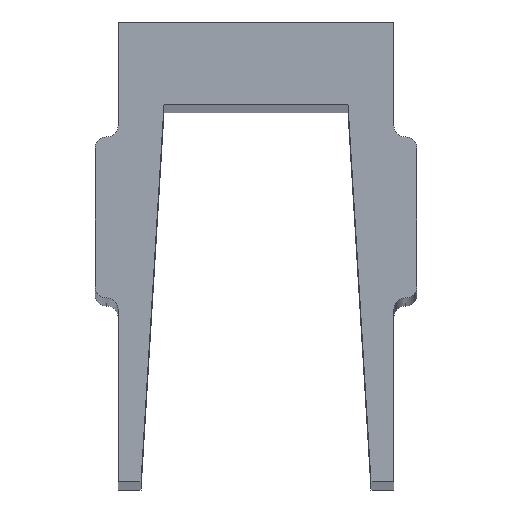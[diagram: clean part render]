
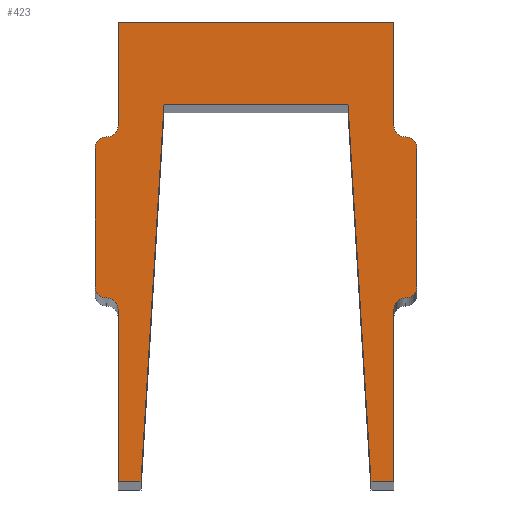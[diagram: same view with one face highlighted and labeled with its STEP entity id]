
A CAD part, top view. The second image highlights one B-rep face of the part: STEP entity #423.
In plain terms, the highlighted planar face has unit normal (0, 0, 1).
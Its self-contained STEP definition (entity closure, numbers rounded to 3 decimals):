
#13=CIRCLE($,#432,0.25);
#15=CIRCLE($,#435,0.25);
#17=CIRCLE($,#439,0.25);
#19=CIRCLE($,#442,0.25);
#21=CIRCLE($,#448,0.25);
#23=CIRCLE($,#451,0.25);
#25=CIRCLE($,#455,0.25);
#27=CIRCLE($,#458,0.25);
#57=FACE_OUTER_BOUND($,#79,.T.);
#79=EDGE_LOOP($,(#349,#350,#351,#352,#353,#354,#355,#356,#357,#358,#359,
#360,#361,#362,#363,#364,#365,#366,#367,#368));
#81=LINE($,#592,#125);
#85=LINE($,#600,#129);
#88=LINE($,#606,#132);
#93=LINE($,#624,#137);
#98=LINE($,#642,#142);
#101=LINE($,#648,#145);
#104=LINE($,#654,#148);
#109=LINE($,#672,#153);
#114=LINE($,#690,#158);
#117=LINE($,#696,#161);
#120=LINE($,#702,#164);
#123=LINE($,#707,#167);
#125=VECTOR($,#470,8.215);
#129=VECTOR($,#476,0.5);
#132=VECTOR($,#481,3.75);
#137=VECTOR($,#500,3.);
#142=VECTOR($,#519,2.25);
#145=VECTOR($,#524,6.);
#148=VECTOR($,#529,2.25);
#153=VECTOR($,#548,3.);
#158=VECTOR($,#567,3.75);
#161=VECTOR($,#572,0.5);
#164=VECTOR($,#577,8.215);
#167=VECTOR($,#582,4.);
#169=VERTEX_POINT($,#590);
#170=VERTEX_POINT($,#591);
#173=VERTEX_POINT($,#599);
#175=VERTEX_POINT($,#605);
#177=VERTEX_POINT($,#611);
#179=VERTEX_POINT($,#617);
#181=VERTEX_POINT($,#623);
#183=VERTEX_POINT($,#629);
#185=VERTEX_POINT($,#635);
#187=VERTEX_POINT($,#641);
#189=VERTEX_POINT($,#647);
#191=VERTEX_POINT($,#653);
#193=VERTEX_POINT($,#659);
#195=VERTEX_POINT($,#665);
#197=VERTEX_POINT($,#671);
#199=VERTEX_POINT($,#677);
#201=VERTEX_POINT($,#683);
#203=VERTEX_POINT($,#689);
#205=VERTEX_POINT($,#695);
#207=VERTEX_POINT($,#701);
#209=EDGE_CURVE($,#169,#170,#81,.T.);
#213=EDGE_CURVE($,#170,#173,#85,.T.);
#216=EDGE_CURVE($,#173,#175,#88,.T.);
#219=EDGE_CURVE($,#175,#177,#13,.T.);
#222=EDGE_CURVE($,#177,#179,#15,.T.);
#225=EDGE_CURVE($,#179,#181,#93,.T.);
#228=EDGE_CURVE($,#181,#183,#17,.T.);
#231=EDGE_CURVE($,#183,#185,#19,.T.);
#234=EDGE_CURVE($,#185,#187,#98,.T.);
#237=EDGE_CURVE($,#187,#189,#101,.T.);
#240=EDGE_CURVE($,#189,#191,#104,.T.);
#243=EDGE_CURVE($,#191,#193,#21,.T.);
#246=EDGE_CURVE($,#193,#195,#23,.T.);
#249=EDGE_CURVE($,#195,#197,#109,.T.);
#252=EDGE_CURVE($,#197,#199,#25,.T.);
#255=EDGE_CURVE($,#199,#201,#27,.T.);
#258=EDGE_CURVE($,#201,#203,#114,.T.);
#261=EDGE_CURVE($,#203,#205,#117,.T.);
#264=EDGE_CURVE($,#205,#207,#120,.T.);
#267=EDGE_CURVE($,#207,#169,#123,.T.);
#349=ORIENTED_EDGE($,*,*,#240,.F.);
#350=ORIENTED_EDGE($,*,*,#237,.F.);
#351=ORIENTED_EDGE($,*,*,#234,.F.);
#352=ORIENTED_EDGE($,*,*,#231,.F.);
#353=ORIENTED_EDGE($,*,*,#228,.F.);
#354=ORIENTED_EDGE($,*,*,#225,.F.);
#355=ORIENTED_EDGE($,*,*,#222,.F.);
#356=ORIENTED_EDGE($,*,*,#219,.F.);
#357=ORIENTED_EDGE($,*,*,#216,.F.);
#358=ORIENTED_EDGE($,*,*,#213,.F.);
#359=ORIENTED_EDGE($,*,*,#209,.F.);
#360=ORIENTED_EDGE($,*,*,#267,.F.);
#361=ORIENTED_EDGE($,*,*,#264,.F.);
#362=ORIENTED_EDGE($,*,*,#261,.F.);
#363=ORIENTED_EDGE($,*,*,#258,.F.);
#364=ORIENTED_EDGE($,*,*,#255,.F.);
#365=ORIENTED_EDGE($,*,*,#252,.F.);
#366=ORIENTED_EDGE($,*,*,#249,.F.);
#367=ORIENTED_EDGE($,*,*,#246,.F.);
#368=ORIENTED_EDGE($,*,*,#243,.F.);
#401=PLANE($,#464);
#423=ADVANCED_FACE($,(#57),#401,.T.);
#432=AXIS2_PLACEMENT_3D($,#612,#486,#487);
#435=AXIS2_PLACEMENT_3D($,#618,#493,#494);
#439=AXIS2_PLACEMENT_3D($,#630,#505,#506);
#442=AXIS2_PLACEMENT_3D($,#636,#512,#513);
#448=AXIS2_PLACEMENT_3D($,#660,#534,#535);
#451=AXIS2_PLACEMENT_3D($,#666,#541,#542);
#455=AXIS2_PLACEMENT_3D($,#678,#553,#554);
#458=AXIS2_PLACEMENT_3D($,#684,#560,#561);
#464=AXIS2_PLACEMENT_3D($,#709,#584,#585);
#470=DIRECTION($,(-0.061,-0.998,0.));
#476=DIRECTION($,(-1.,0.,0.));
#481=DIRECTION($,(0.,1.,0.));
#486=DIRECTION('center_axis',(0.,0.,1.));
#487=DIRECTION('ref_axis',(1.,0.,0.));
#493=DIRECTION('center_axis',(0.,0.,-1.));
#494=DIRECTION('ref_axis',(1.,0.,0.));
#500=DIRECTION($,(0.,1.,0.));
#505=DIRECTION('center_axis',(0.,0.,-1.));
#506=DIRECTION('ref_axis',(0.,-1.,0.));
#512=DIRECTION('center_axis',(0.,0.,1.));
#513=DIRECTION('ref_axis',(0.,-1.,0.));
#519=DIRECTION($,(0.,1.,0.));
#524=DIRECTION($,(1.,0.,0.));
#529=DIRECTION($,(0.,-1.,0.));
#534=DIRECTION('center_axis',(0.,0.,1.));
#535=DIRECTION('ref_axis',(-1.,0.,0.));
#541=DIRECTION('center_axis',(0.,0.,-1.));
#542=DIRECTION('ref_axis',(-1.,0.,0.));
#548=DIRECTION($,(0.,-1.,0.));
#553=DIRECTION('center_axis',(0.,0.,-1.));
#554=DIRECTION('ref_axis',(0.,1.,0.));
#560=DIRECTION('center_axis',(0.,0.,1.));
#561=DIRECTION('ref_axis',(0.,1.,0.));
#567=DIRECTION($,(0.,-1.,0.));
#572=DIRECTION($,(-1.,0.,0.));
#577=DIRECTION($,(-0.061,0.998,0.));
#582=DIRECTION($,(-1.,0.,0.));
#584=DIRECTION('center_axis',(0.,0.,1.));
#585=DIRECTION('ref_axis',(1.,0.,0.));
#590=CARTESIAN_POINT('',(-2.,-1.8,100.));
#591=CARTESIAN_POINT('',(-2.5,-10.,100.));
#592=CARTESIAN_POINT($,(-2.093,-3.333,100.));
#599=CARTESIAN_POINT('',(-3.,-10.,100.));
#600=CARTESIAN_POINT($,(-1.25,-10.,100.));
#605=CARTESIAN_POINT('',(-3.,-6.25,100.));
#606=CARTESIAN_POINT($,(-3.,-7.5,100.));
#611=CARTESIAN_POINT('',(-3.25,-6.,100.));
#612=CARTESIAN_POINT('Origin',(-3.25,-6.25,100.));
#617=CARTESIAN_POINT('',(-3.5,-5.75,100.));
#618=CARTESIAN_POINT('Origin',(-3.25,-5.75,100.));
#623=CARTESIAN_POINT('',(-3.5,-2.75,100.));
#624=CARTESIAN_POINT($,(-3.5,-5.375,100.));
#629=CARTESIAN_POINT('',(-3.25,-2.5,100.));
#630=CARTESIAN_POINT('Origin',(-3.25,-2.75,100.));
#635=CARTESIAN_POINT('',(-3.,-2.25,100.));
#636=CARTESIAN_POINT('Origin',(-3.25,-2.25,100.));
#641=CARTESIAN_POINT('',(-3.,0.,100.));
#642=CARTESIAN_POINT($,(-3.,-3.625,100.));
#647=CARTESIAN_POINT('',(3.,0.,100.));
#648=CARTESIAN_POINT($,(0.,0.,100.));
#653=CARTESIAN_POINT('',(3.,-2.25,100.));
#654=CARTESIAN_POINT($,(3.,-2.5,100.));
#659=CARTESIAN_POINT('',(3.25,-2.5,100.));
#660=CARTESIAN_POINT('Origin',(3.25,-2.25,100.));
#665=CARTESIAN_POINT('',(3.5,-2.75,100.));
#666=CARTESIAN_POINT('Origin',(3.25,-2.75,100.));
#671=CARTESIAN_POINT('',(3.5,-5.75,100.));
#672=CARTESIAN_POINT($,(3.5,-3.875,100.));
#677=CARTESIAN_POINT('',(3.25,-6.,100.));
#678=CARTESIAN_POINT('Origin',(3.25,-5.75,100.));
#683=CARTESIAN_POINT('',(3.,-6.25,100.));
#684=CARTESIAN_POINT('Origin',(3.25,-6.25,100.));
#689=CARTESIAN_POINT('',(3.,-10.,100.));
#690=CARTESIAN_POINT($,(3.,-5.625,100.));
#695=CARTESIAN_POINT('',(2.5,-10.,100.));
#696=CARTESIAN_POINT($,(1.5,-10.,100.));
#701=CARTESIAN_POINT('',(2.,-1.8,100.));
#702=CARTESIAN_POINT($,(2.343,-7.433,100.));
#707=CARTESIAN_POINT($,(0.,-1.8,100.));
#709=CARTESIAN_POINT('Origin',(0.,-5.,100.));
